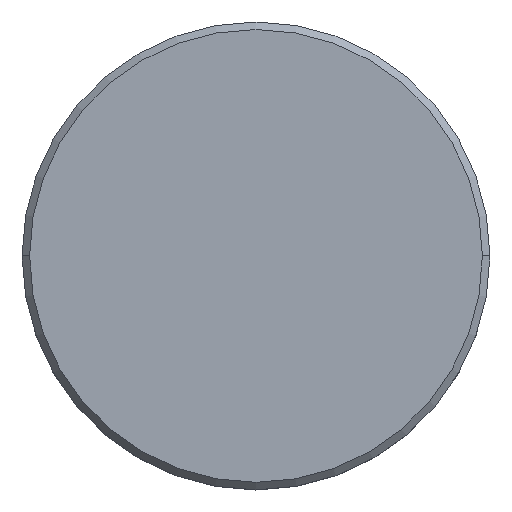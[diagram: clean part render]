
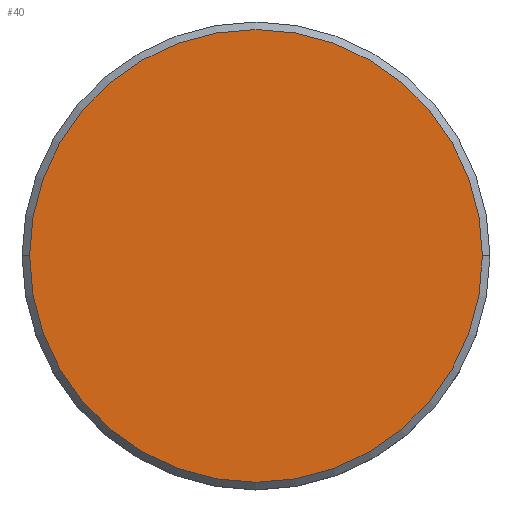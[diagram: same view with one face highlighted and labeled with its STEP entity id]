
A CAD part, top view. The second image highlights one B-rep face of the part: STEP entity #40.
In plain terms, the highlighted planar face has unit normal (0, 0, 1).
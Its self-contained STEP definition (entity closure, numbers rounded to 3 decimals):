
#40 = ADVANCED_FACE ( 'NONE', ( #491 ), #952, .T. ) ;
#46 = ORIENTED_EDGE ( 'NONE', *, *, #667, .T. ) ;
#57 = CARTESIAN_POINT ( 'NONE',  ( 0., 0., 0. ) ) ;
#152 = DIRECTION ( 'NONE',  ( 1., 0., 0. ) ) ;
#339 = CIRCLE ( 'NONE', #495, 15. ) ;
#351 = DIRECTION ( 'NONE',  ( 0., 0., 1. ) ) ;
#404 = CARTESIAN_POINT ( 'NONE',  ( 15., 0., 0. ) ) ;
#414 = DIRECTION ( 'NONE',  ( 0., 0., 1. ) ) ;
#422 = DIRECTION ( 'NONE',  ( 1., 0., 0. ) ) ;
#456 = VERTEX_POINT ( 'NONE', #404 ) ;
#476 = DIRECTION ( 'NONE',  ( 0., 0., 1. ) ) ;
#491 = FACE_OUTER_BOUND ( 'NONE', #965, .T. ) ;
#495 = AXIS2_PLACEMENT_3D ( 'NONE', #1017, #476, #1112 ) ;
#595 = CIRCLE ( 'NONE', #1105, 15. ) ;
#656 = CARTESIAN_POINT ( 'NONE',  ( -15., 0., 0. ) ) ;
#667 = EDGE_CURVE ( 'NONE', #456, #849, #595, .T. ) ;
#737 = ORIENTED_EDGE ( 'NONE', *, *, #778, .T. ) ;
#778 = EDGE_CURVE ( 'NONE', #849, #456, #339, .T. ) ;
#794 = CARTESIAN_POINT ( 'NONE',  ( 0., 0., 0. ) ) ;
#849 = VERTEX_POINT ( 'NONE', #656 ) ;
#952 = PLANE ( 'NONE',  #1051 ) ;
#965 = EDGE_LOOP ( 'NONE', ( #737, #46 ) ) ;
#1017 = CARTESIAN_POINT ( 'NONE',  ( 0., 0., 0. ) ) ;
#1051 = AXIS2_PLACEMENT_3D ( 'NONE', #57, #414, #422 ) ;
#1105 = AXIS2_PLACEMENT_3D ( 'NONE', #794, #351, #152 ) ;
#1112 = DIRECTION ( 'NONE',  ( 1., 0., 0. ) ) ;
